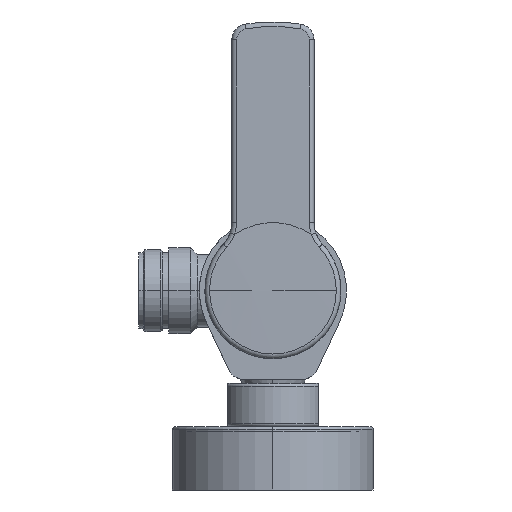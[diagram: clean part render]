
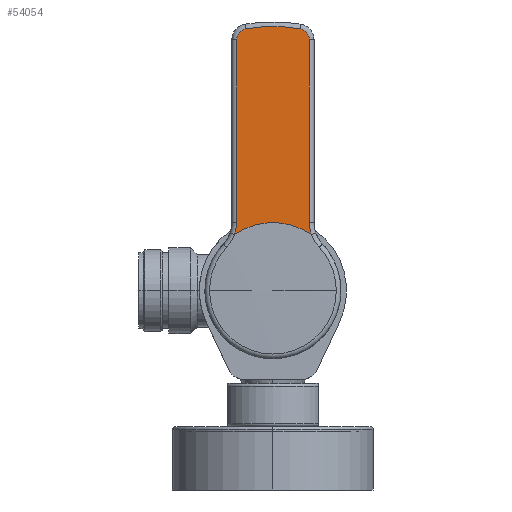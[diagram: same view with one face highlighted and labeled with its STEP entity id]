
A CAD part, left-side view. The second image highlights one B-rep face of the part: STEP entity #54054.
In plain terms, the highlighted planar face has unit normal (-1, 0, 0).
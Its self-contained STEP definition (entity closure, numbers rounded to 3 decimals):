
#17315=CARTESIAN_POINT('',(-165.6,23.,21.523));
#17316=DIRECTION('',(-1.,0.,0.));
#17317=DIRECTION('',(0.,-0.945,-0.328));
#17318=AXIS2_PLACEMENT_3D('',#17315,#17316,#17317);
#17320=DIRECTION('',(0.,0.,1.));
#17321=VECTOR('',#17320,57.76);
#17322=CARTESIAN_POINT('',(-165.6,11.5,21.523));
#17323=LINE('',#17322,#17321);
#17324=CARTESIAN_POINT('',(-165.6,8.,79.283));
#17325=DIRECTION('',(1.,0.,0.));
#17326=DIRECTION('',(0.,1.,0.));
#17327=AXIS2_PLACEMENT_3D('',#17324,#17325,#17326);
#17329=CARTESIAN_POINT('',(-165.6,0.,35.));
#17330=DIRECTION('',(1.,0.,0.));
#17331=DIRECTION('',(0.,0.178,0.984));
#17332=AXIS2_PLACEMENT_3D('',#17329,#17330,#17331);
#17334=CARTESIAN_POINT('',(-165.6,-8.,79.283));
#17335=DIRECTION('',(1.,0.,0.));
#17336=DIRECTION('',(0.,-0.178,0.984));
#17337=AXIS2_PLACEMENT_3D('',#17334,#17335,#17336);
#17339=DIRECTION('',(0.,0.,-1.));
#17340=VECTOR('',#17339,57.76);
#17341=CARTESIAN_POINT('',(-165.6,-11.5,79.283));
#17342=LINE('',#17341,#17340);
#17343=CARTESIAN_POINT('',(-165.6,-23.,21.523));
#17344=DIRECTION('',(-1.,0.,0.));
#17345=DIRECTION('',(0.,1.,0.));
#17346=AXIS2_PLACEMENT_3D('',#17343,#17344,#17345);
#17348=CARTESIAN_POINT('',(-165.6,0.,0.));
#17349=DIRECTION('',(-1.,0.,0.));
#17350=DIRECTION('',(0.,-0.565,0.825));
#17351=AXIS2_PLACEMENT_3D('',#17348,#17349,#17350);
#28811=CARTESIAN_POINT('',(-165.6,12.138,17.746));
#28812=CARTESIAN_POINT('',(-165.6,11.5,21.523));
#28813=VERTEX_POINT('',#28811);
#28814=VERTEX_POINT('',#28812);
#28815=CARTESIAN_POINT('',(-165.6,11.5,79.283));
#28816=VERTEX_POINT('',#28815);
#28817=CARTESIAN_POINT('',(-165.6,8.622,82.727));
#28818=VERTEX_POINT('',#28817);
#28819=CARTESIAN_POINT('',(-165.6,-8.622,82.727));
#28820=VERTEX_POINT('',#28819);
#28821=CARTESIAN_POINT('',(-165.6,-11.5,79.283));
#28822=VERTEX_POINT('',#28821);
#28823=CARTESIAN_POINT('',(-165.6,-11.5,21.523));
#28824=VERTEX_POINT('',#28823);
#28825=CARTESIAN_POINT('',(-165.6,-12.138,17.746));
#28826=VERTEX_POINT('',#28825);
#54032=CARTESIAN_POINT('',(-165.6,13.,85.));
#54033=DIRECTION('',(-1.,0.,0.));
#54034=DIRECTION('',(0.,-1.,0.));
#54035=AXIS2_PLACEMENT_3D('',#54032,#54033,#54034);
#54036=PLANE('',#54035);
#54038=ORIENTED_EDGE('',*,*,#54037,.T.);
#54040=ORIENTED_EDGE('',*,*,#54039,.T.);
#54042=ORIENTED_EDGE('',*,*,#54041,.T.);
#54044=ORIENTED_EDGE('',*,*,#54043,.T.);
#54046=ORIENTED_EDGE('',*,*,#54045,.T.);
#54048=ORIENTED_EDGE('',*,*,#54047,.T.);
#54049=ORIENTED_EDGE('',*,*,#54014,.T.);
#54051=ORIENTED_EDGE('',*,*,#54050,.T.);
#54052=EDGE_LOOP('',(#54038,#54040,#54042,#54044,#54046,#54048,#54049,#54051));
#54053=FACE_OUTER_BOUND('',#54052,.F.);
#54054=ADVANCED_FACE('',(#54053),#54036,.T.);
#17319=CIRCLE('',#17318,11.5);
#17328=CIRCLE('',#17327,3.5);
#17333=CIRCLE('',#17332,48.5);
#17338=CIRCLE('',#17337,3.5);
#17347=CIRCLE('',#17346,11.5);
#17352=CIRCLE('',#17351,21.5);
#54014=EDGE_CURVE('',#28824,#28826,#17347,.T.);
#54037=EDGE_CURVE('',#28813,#28814,#17319,.T.);
#54039=EDGE_CURVE('',#28814,#28816,#17323,.T.);
#54041=EDGE_CURVE('',#28816,#28818,#17328,.T.);
#54043=EDGE_CURVE('',#28818,#28820,#17333,.T.);
#54045=EDGE_CURVE('',#28820,#28822,#17338,.T.);
#54047=EDGE_CURVE('',#28822,#28824,#17342,.T.);
#54050=EDGE_CURVE('',#28826,#28813,#17352,.T.);
